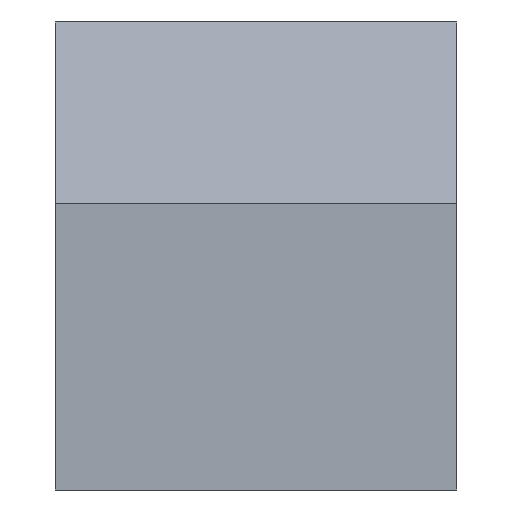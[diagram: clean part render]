
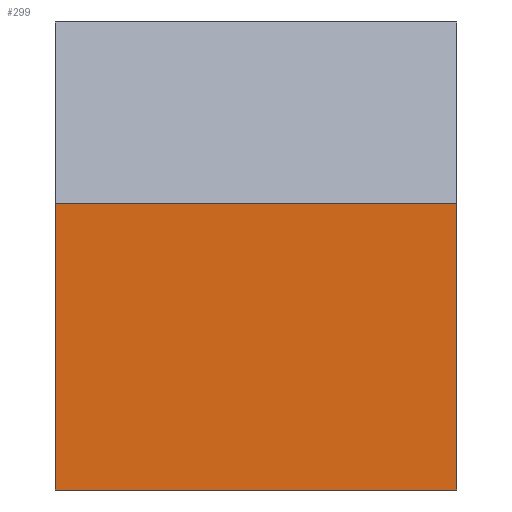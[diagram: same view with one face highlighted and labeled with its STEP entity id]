
A CAD part, front view. The second image highlights one B-rep face of the part: STEP entity #299.
In plain terms, the highlighted planar face has unit normal (0, -1, 0).
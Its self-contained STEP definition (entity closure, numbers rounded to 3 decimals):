
#63 = VERTEX_POINT('',#64);
#64 = CARTESIAN_POINT('',(-21.8,-20.179,52.502));
#70 = EDGE_CURVE('',#71,#63,#73,.T.);
#71 = VERTEX_POINT('',#72);
#72 = CARTESIAN_POINT('',(-21.8,-20.179,57.858));
#73 = LINE('',#74,#75);
#74 = CARTESIAN_POINT('',(-21.8,-20.179,14.666));
#75 = VECTOR('',#76,1.);
#76 = DIRECTION('',(0.,0.,-1.));
#173 = VERTEX_POINT('',#174);
#174 = CARTESIAN_POINT('',(-29.3,-20.179,57.858));
#182 = EDGE_CURVE('',#173,#183,#185,.T.);
#183 = VERTEX_POINT('',#184);
#184 = CARTESIAN_POINT('',(-29.3,-20.179,52.502));
#185 = LINE('',#186,#187);
#186 = CARTESIAN_POINT('',(-29.3,-20.179,50.44));
#187 = VECTOR('',#188,1.);
#188 = DIRECTION('',(0.,0.,-1.));
#254 = EDGE_CURVE('',#63,#183,#255,.T.);
#255 = LINE('',#256,#257);
#256 = CARTESIAN_POINT('',(-26.675,-20.179,52.502));
#257 = VECTOR('',#258,1.);
#258 = DIRECTION('',(-1.,0.,0.));
#287 = EDGE_CURVE('',#71,#173,#288,.T.);
#288 = LINE('',#289,#290);
#289 = CARTESIAN_POINT('',(-18.8,-20.179,57.858));
#290 = VECTOR('',#291,1.);
#291 = DIRECTION('',(-1.,-0.,-0.));
#299 = ADVANCED_FACE('',(#300),#306,.T.);
#300 = FACE_BOUND('',#301,.T.);
#301 = EDGE_LOOP('',(#302,#303,#304,#305));
#302 = ORIENTED_EDGE('',*,*,#70,.F.);
#303 = ORIENTED_EDGE('',*,*,#287,.T.);
#304 = ORIENTED_EDGE('',*,*,#182,.T.);
#305 = ORIENTED_EDGE('',*,*,#254,.F.);
#306 = PLANE('',#307);
#307 = AXIS2_PLACEMENT_3D('',#308,#309,#310);
#308 = CARTESIAN_POINT('',(-24.05,-20.179,51.924));
#309 = DIRECTION('',(-0.,-1.,-0.));
#310 = DIRECTION('',(0.,0.,-1.));
